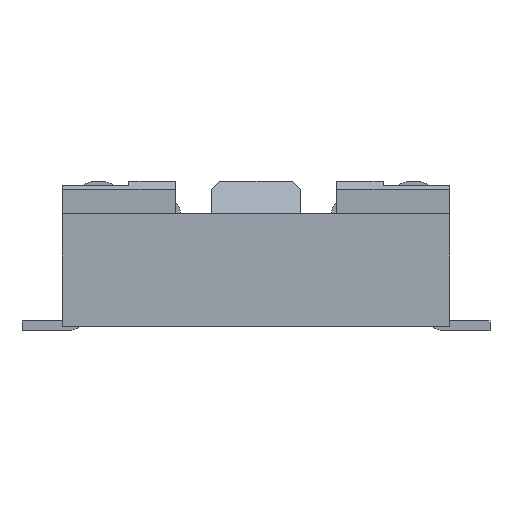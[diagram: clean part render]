
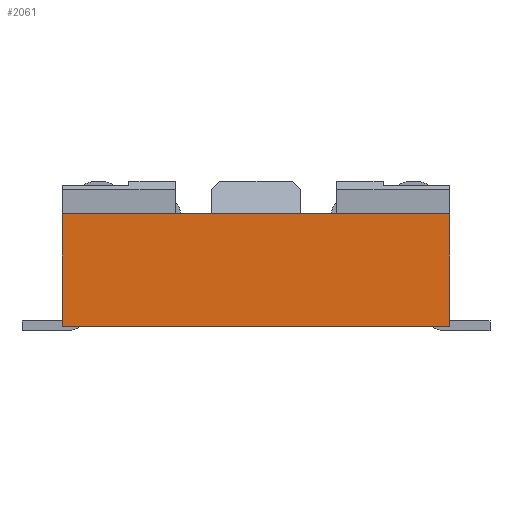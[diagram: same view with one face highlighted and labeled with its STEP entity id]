
A CAD part, left-side view. The second image highlights one B-rep face of the part: STEP entity #2061.
In plain terms, the highlighted planar face has unit normal (-1, 0, 0).
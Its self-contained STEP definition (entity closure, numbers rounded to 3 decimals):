
#14 = CARTESIAN_POINT ( 'NONE',  ( -5.25, 2.4, 1.45 ) ) ;
#1081 = EDGE_CURVE ( 'NONE', #12338, #12355, #10336, .T. ) ;
#2061 = ADVANCED_FACE ( 'NONE', ( #5685 ), #8152, .T. ) ;
#3525 = EDGE_LOOP ( 'NONE', ( #9540, #9541, #9542, #9543 ) ) ;
#5069 = AXIS2_PLACEMENT_3D ( 'NONE', #8154, #8156, #8158 ) ;
#5685 = FACE_OUTER_BOUND ( 'NONE', #3525, .T. ) ;
#6040 = CARTESIAN_POINT ( 'NONE',  ( -5.25, -2.4, 0.05 ) ) ;
#6041 = DIRECTION ( 'NONE',  ( 0., 1., 0. ) ) ;
#6960 = EDGE_CURVE ( 'NONE', #12313, #12314, #15116, .T. ) ;
#7018 = EDGE_CURVE ( 'NONE', #12338, #12313, #15232, .T. ) ;
#7040 = EDGE_CURVE ( 'NONE', #12355, #12314, #15276, .T. ) ;
#8152 = PLANE ( 'NONE',  #5069 ) ;
#8154 = CARTESIAN_POINT ( 'NONE',  ( -5.25, -2.4, 1.45 ) ) ;
#8156 = DIRECTION ( 'NONE',  ( -1., 0., 0. ) ) ;
#8158 = DIRECTION ( 'NONE',  ( 0., -1., 0. ) ) ;
#9540 = ORIENTED_EDGE ( 'NONE', *, *, #6960, .F. ) ;
#9541 = ORIENTED_EDGE ( 'NONE', *, *, #7018, .F. ) ;
#9542 = ORIENTED_EDGE ( 'NONE', *, *, #1081, .T. ) ;
#9543 = ORIENTED_EDGE ( 'NONE', *, *, #7040, .T. ) ;
#10336 = LINE ( 'NONE', #10775, #10337 ) ;
#10337 = VECTOR ( 'NONE', #10776, 1000. ) ;
#10775 = CARTESIAN_POINT ( 'NONE',  ( -5.25, -2.4, 1.45 ) ) ;
#10776 = DIRECTION ( 'NONE',  ( 0., 1., 0. ) ) ;
#12313 = VERTEX_POINT ( 'NONE', #17061 ) ;
#12314 = VERTEX_POINT ( 'NONE', #17062 ) ;
#12338 = VERTEX_POINT ( 'NONE', #17086 ) ;
#12355 = VERTEX_POINT ( 'NONE', #14 ) ;
#15116 = LINE ( 'NONE', #6040, #15117 ) ;
#15117 = VECTOR ( 'NONE', #6041, 1000. ) ;
#15232 = LINE ( 'NONE', #15462, #15233 ) ;
#15233 = VECTOR ( 'NONE', #15463, 1000. ) ;
#15276 = LINE ( 'NONE', #15506, #15277 ) ;
#15277 = VECTOR ( 'NONE', #15507, 1000. ) ;
#15462 = CARTESIAN_POINT ( 'NONE',  ( -5.25, -2.4, 1.45 ) ) ;
#15463 = DIRECTION ( 'NONE',  ( 0., 0., -1. ) ) ;
#15506 = CARTESIAN_POINT ( 'NONE',  ( -5.25, 2.4, 1.45 ) ) ;
#15507 = DIRECTION ( 'NONE',  ( 0., 0., -1. ) ) ;
#17061 = CARTESIAN_POINT ( 'NONE',  ( -5.25, -2.4, 0.05 ) ) ;
#17062 = CARTESIAN_POINT ( 'NONE',  ( -5.25, 2.4, 0.05 ) ) ;
#17086 = CARTESIAN_POINT ( 'NONE',  ( -5.25, -2.4, 1.45 ) ) ;
